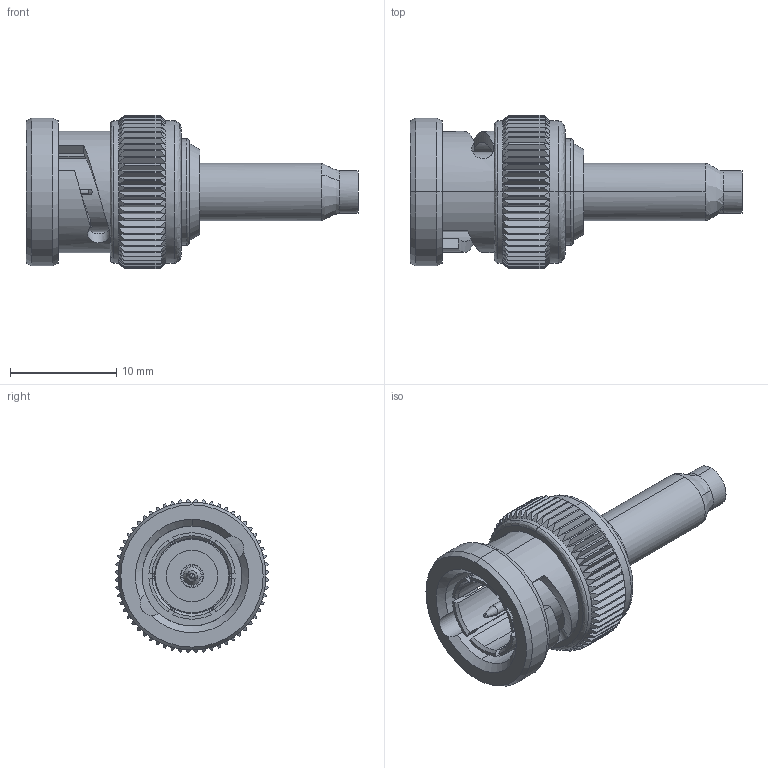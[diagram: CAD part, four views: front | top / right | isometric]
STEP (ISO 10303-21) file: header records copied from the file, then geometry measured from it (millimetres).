
FILE_DESCRIPTION (( 'STEP AP203' ), '1' );
FILE_NAME ('PE4604.step', '2018-07-18T19:47:55', ( '' ), ( '' ), 'SwSTEP 2.0', 'SolidWorks 2017', '' );
FILE_SCHEMA (( 'CONFIG_CONTROL_DESIGN' ));
Length unit declared in the file: inch
Products named in the file (1): PE4604
Bounding box: 31.23 x 14.46 x 14.46 mm (x, y, z)
Volume: 1579.8 mm3; surface area: 2639.5 mm2
Topology: 4 solids, 5 shells, 480 faces, 1113 edges, 655 vertices
Faces by surface type: plane 170, cone 149, cylinder 141, bspline 16, sphere 2, torus 2
Entity records: 16778 total; most frequent: CARTESIAN_POINT 6282, ORIENTED_EDGE 2226, DIRECTION 2113, EDGE_CURVE 1113, AXIS2_PLACEMENT_3D 886, VERTEX_POINT 655, EDGE_LOOP 504, ADVANCED_FACE 480
